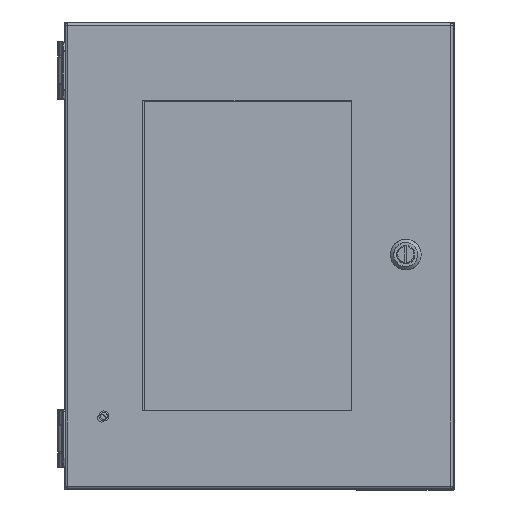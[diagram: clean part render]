
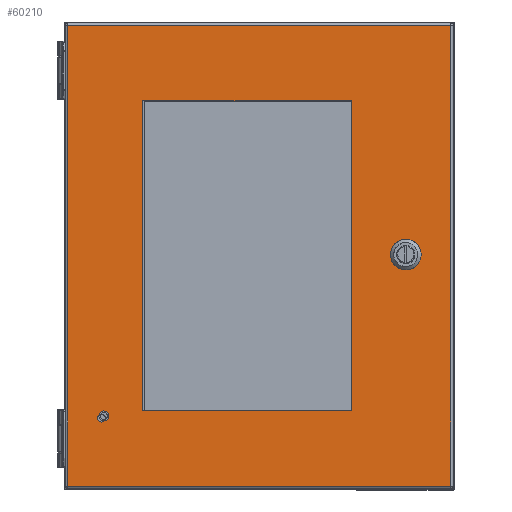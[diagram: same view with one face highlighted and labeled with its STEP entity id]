
A CAD part, top view. The second image highlights one B-rep face of the part: STEP entity #60210.
In plain terms, the highlighted planar face has unit normal (0, 0, 1).
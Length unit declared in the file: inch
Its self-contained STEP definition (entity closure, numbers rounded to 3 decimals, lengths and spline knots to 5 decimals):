
#86 = CARTESIAN_POINT ( 'NONE',  ( 2.57344, -1.63352, 6.18453 ) ) ;
#1334 = CARTESIAN_POINT ( 'NONE',  ( 2.34465, -0.05953, 6.18453 ) ) ;
#1646 = CARTESIAN_POINT ( 'NONE',  ( 2.34465, -4.03, 6.18453 ) ) ;
#2266 = LINE ( 'NONE', #53180, #17048 ) ;
#2293 = CARTESIAN_POINT ( 'NONE',  ( 2.34465, 3.97, 6.18453 ) ) ;
#2654 = EDGE_CURVE ( 'NONE', #44115, #5594, #33147, .T. ) ;
#2663 = VERTEX_POINT ( 'NONE', #25043 ) ;
#3798 = ORIENTED_EDGE ( 'NONE', *, *, #32865, .T. ) ;
#4029 = CIRCLE ( 'NONE', #51894, 0.32 ) ;
#4879 = DIRECTION ( 'NONE',  ( 0., 0., 1. ) ) ;
#5219 = DIRECTION ( 'NONE',  ( 1., 0., 0. ) ) ;
#5276 = ORIENTED_EDGE ( 'NONE', *, *, #53810, .T. ) ;
#5594 = VERTEX_POINT ( 'NONE', #34316 ) ;
#7271 = CARTESIAN_POINT ( 'NONE',  ( 0.99945, -4.03, 6.18453 ) ) ;
#7355 = PLANE ( 'NONE',  #27070 ) ;
#7435 = CARTESIAN_POINT ( 'NONE',  ( -4.97055, 5.91, 6.18453 ) ) ;
#7713 = ORIENTED_EDGE ( 'NONE', *, *, #53640, .F. ) ;
#7794 = DIRECTION ( 'NONE',  ( 0.707, -0.707, 0. ) ) ;
#8028 = VECTOR ( 'NONE', #21891, 39.37008 ) ;
#8848 = VERTEX_POINT ( 'NONE', #61932 ) ;
#9497 = ORIENTED_EDGE ( 'NONE', *, *, #30527, .F. ) ;
#10352 = CARTESIAN_POINT ( 'NONE',  ( -4.09555, -4.22, 6.18453 ) ) ;
#10890 = VERTEX_POINT ( 'NONE', #1646 ) ;
#11140 = ORIENTED_EDGE ( 'NONE', *, *, #65403, .T. ) ;
#11548 = VECTOR ( 'NONE', #13107, 39.37008 ) ;
#11825 = DIRECTION ( 'NONE',  ( -1., 0., 0. ) ) ;
#12019 = CARTESIAN_POINT ( 'NONE',  ( 0.99945, -0.05953, 6.18453 ) ) ;
#12281 = DIRECTION ( 'NONE',  ( 0.707, 0.707, 0. ) ) ;
#13107 = DIRECTION ( 'NONE',  ( -0.707, 0.707, 0. ) ) ;
#13300 = FACE_OUTER_BOUND ( 'NONE', #22722, .T. ) ;
#14002 = EDGE_CURVE ( 'NONE', #34817, #50319, #63973, .T. ) ;
#14150 = VERTEX_POINT ( 'NONE', #57264 ) ;
#15589 = EDGE_CURVE ( 'NONE', #44516, #29266, #33137, .T. ) ;
#16388 = ORIENTED_EDGE ( 'NONE', *, *, #43333, .T. ) ;
#17048 = VECTOR ( 'NONE', #12281, 39.37008 ) ;
#17290 = DIRECTION ( 'NONE',  ( 0., 0., 1. ) ) ;
#17650 = FACE_BOUND ( 'NONE', #44757, .T. ) ;
#18421 = LINE ( 'NONE', #33792, #11548 ) ;
#18798 = ORIENTED_EDGE ( 'NONE', *, *, #53516, .F. ) ;
#18894 = ORIENTED_EDGE ( 'NONE', *, *, #30286, .T. ) ;
#20402 = DIRECTION ( 'NONE',  ( -0.707, -0.707, 0. ) ) ;
#21107 = CIRCLE ( 'NONE', #58359, 0.32 ) ;
#21587 = CARTESIAN_POINT ( 'NONE',  ( -3.03055, -4.03, 6.18453 ) ) ;
#21891 = DIRECTION ( 'NONE',  ( 1., 0., 0. ) ) ;
#22530 = EDGE_CURVE ( 'NONE', #44115, #27570, #4029, .T. ) ;
#22722 = EDGE_LOOP ( 'NONE', ( #3798, #5276, #54737, #45908 ) ) ;
#22927 = DIRECTION ( 'NONE',  ( 0., 0., 1. ) ) ;
#23039 = VECTOR ( 'NONE', #51262, 39.37008 ) ;
#24011 = ORIENTED_EDGE ( 'NONE', *, *, #2654, .T. ) ;
#24044 = CARTESIAN_POINT ( 'NONE',  ( 2.57344, 1.51446, 6.18453 ) ) ;
#25043 = CARTESIAN_POINT ( 'NONE',  ( 3.8399, -0.36706, 6.18453 ) ) ;
#25548 = ORIENTED_EDGE ( 'NONE', *, *, #33971, .F. ) ;
#26637 = LINE ( 'NONE', #1334, #23039 ) ;
#26748 = DIRECTION ( 'NONE',  ( 1., 0., 0. ) ) ;
#27070 = AXIS2_PLACEMENT_3D ( 'NONE', #12019, #22927, #38002 ) ;
#27213 = VECTOR ( 'NONE', #54245, 39.37008 ) ;
#27289 = DIRECTION ( 'NONE',  ( 1., 0., 0. ) ) ;
#27486 = CARTESIAN_POINT ( 'NONE',  ( 4.90945, -5.97, 6.18453 ) ) ;
#27570 = VERTEX_POINT ( 'NONE', #51364 ) ;
#27638 = FACE_BOUND ( 'NONE', #36079, .T. ) ;
#28749 = CARTESIAN_POINT ( 'NONE',  ( 3.8399, 0.24801, 6.18453 ) ) ;
#29093 = AXIS2_PLACEMENT_3D ( 'NONE', #42903, #31985, #27289 ) ;
#29266 = VERTEX_POINT ( 'NONE', #60198 ) ;
#30286 = EDGE_CURVE ( 'NONE', #39677, #2663, #41376, .T. ) ;
#30527 = EDGE_CURVE ( 'NONE', #8848, #2663, #21107, .T. ) ;
#30645 = DIRECTION ( 'NONE',  ( 0., 0., 1. ) ) ;
#31985 = DIRECTION ( 'NONE',  ( 0., 0., 1. ) ) ;
#32106 = CARTESIAN_POINT ( 'NONE',  ( 4.90945, 5.91, 6.18453 ) ) ;
#32456 = CIRCLE ( 'NONE', #47293, 0.09805 ) ;
#32606 = DIRECTION ( 'NONE',  ( 0., 1., 0. ) ) ;
#32865 = EDGE_CURVE ( 'NONE', #41497, #50748, #32939, .T. ) ;
#32939 = LINE ( 'NONE', #63542, #46080 ) ;
#33137 = LINE ( 'NONE', #48109, #61086 ) ;
#33147 = LINE ( 'NONE', #24044, #64060 ) ;
#33295 = LINE ( 'NONE', #48908, #63158 ) ;
#33792 = CARTESIAN_POINT ( 'NONE',  ( 2.17746, 1.11848, 6.18453 ) ) ;
#33911 = VECTOR ( 'NONE', #20402, 39.37008 ) ;
#33971 = EDGE_CURVE ( 'NONE', #51380, #51380, #32456, .T. ) ;
#34316 = CARTESIAN_POINT ( 'NONE',  ( 4.05899, 0.02892, 6.18453 ) ) ;
#34817 = VERTEX_POINT ( 'NONE', #7435 ) ;
#34931 = LINE ( 'NONE', #56174, #48300 ) ;
#35029 = CARTESIAN_POINT ( 'NONE',  ( -4.97055, -5.97, 6.18453 ) ) ;
#36079 = EDGE_LOOP ( 'NONE', ( #65546, #43257, #7713, #39752 ) ) ;
#37208 = ORIENTED_EDGE ( 'NONE', *, *, #22530, .F. ) ;
#37682 = CIRCLE ( 'NONE', #29093, 0.32 ) ;
#37777 = DIRECTION ( 'NONE',  ( 0., 0., 1. ) ) ;
#38002 = DIRECTION ( 'NONE',  ( 1., 0., 0. ) ) ;
#38338 = CARTESIAN_POINT ( 'NONE',  ( -4.97055, -6.03, 6.18453 ) ) ;
#39677 = VERTEX_POINT ( 'NONE', #55687 ) ;
#39752 = ORIENTED_EDGE ( 'NONE', *, *, #15589, .F. ) ;
#40170 = CARTESIAN_POINT ( 'NONE',  ( 3.75145, -0.05953, 6.18453 ) ) ;
#41376 = LINE ( 'NONE', #86, #33911 ) ;
#41402 = CARTESIAN_POINT ( 'NONE',  ( -3.9975, -4.22, 6.18453 ) ) ;
#41497 = VERTEX_POINT ( 'NONE', #27486 ) ;
#41825 = CIRCLE ( 'NONE', #54596, 0.32 ) ;
#42626 = EDGE_CURVE ( 'NONE', #50319, #41497, #61015, .T. ) ;
#42903 = CARTESIAN_POINT ( 'NONE',  ( 3.75145, -0.05953, 6.18453 ) ) ;
#43028 = CARTESIAN_POINT ( 'NONE',  ( 3.75145, -0.05953, 6.18453 ) ) ;
#43257 = ORIENTED_EDGE ( 'NONE', *, *, #59679, .F. ) ;
#43333 = EDGE_CURVE ( 'NONE', #8848, #14150, #18421, .T. ) ;
#44115 = VERTEX_POINT ( 'NONE', #28749 ) ;
#44516 = VERTEX_POINT ( 'NONE', #2293 ) ;
#44757 = EDGE_LOOP ( 'NONE', ( #25548 ) ) ;
#45436 = ORIENTED_EDGE ( 'NONE', *, *, #48287, .F. ) ;
#45908 = ORIENTED_EDGE ( 'NONE', *, *, #42626, .T. ) ;
#45940 = DIRECTION ( 'NONE',  ( 1., 0., 0. ) ) ;
#46080 = VECTOR ( 'NONE', #32606, 39.37008 ) ;
#46686 = CARTESIAN_POINT ( 'NONE',  ( 4.96945, -5.97, 6.18453 ) ) ;
#47293 = AXIS2_PLACEMENT_3D ( 'NONE', #10352, #30645, #45940 ) ;
#48109 = CARTESIAN_POINT ( 'NONE',  ( 0.99945, 3.97, 6.18453 ) ) ;
#48287 = EDGE_CURVE ( 'NONE', #39677, #5594, #41825, .T. ) ;
#48300 = VECTOR ( 'NONE', #50196, 39.37008 ) ;
#48908 = CARTESIAN_POINT ( 'NONE',  ( -3.03055, -0.05953, 6.18453 ) ) ;
#49217 = DIRECTION ( 'NONE',  ( 0., -1., 0. ) ) ;
#50196 = DIRECTION ( 'NONE',  ( -1., 0., 0. ) ) ;
#50319 = VERTEX_POINT ( 'NONE', #35029 ) ;
#50748 = VERTEX_POINT ( 'NONE', #32106 ) ;
#50881 = CARTESIAN_POINT ( 'NONE',  ( 3.44392, 0.02892, 6.18453 ) ) ;
#51262 = DIRECTION ( 'NONE',  ( 0., 1., 0. ) ) ;
#51364 = CARTESIAN_POINT ( 'NONE',  ( 3.66301, 0.24801, 6.18453 ) ) ;
#51380 = VERTEX_POINT ( 'NONE', #41402 ) ;
#51606 = FACE_BOUND ( 'NONE', #62936, .T. ) ;
#51894 = AXIS2_PLACEMENT_3D ( 'NONE', #43028, #37777, #26748 ) ;
#53180 = CARTESIAN_POINT ( 'NONE',  ( 2.17746, -1.23754, 6.18453 ) ) ;
#53516 = EDGE_CURVE ( 'NONE', #55742, #14150, #37682, .T. ) ;
#53640 = EDGE_CURVE ( 'NONE', #29266, #56206, #33295, .T. ) ;
#53810 = EDGE_CURVE ( 'NONE', #50748, #34817, #34931, .T. ) ;
#54245 = DIRECTION ( 'NONE',  ( 0., -1., 0. ) ) ;
#54596 = AXIS2_PLACEMENT_3D ( 'NONE', #62906, #17290, #57272 ) ;
#54737 = ORIENTED_EDGE ( 'NONE', *, *, #14002, .T. ) ;
#55687 = CARTESIAN_POINT ( 'NONE',  ( 4.05899, -0.14797, 6.18453 ) ) ;
#55742 = VERTEX_POINT ( 'NONE', #50881 ) ;
#56012 = DIRECTION ( 'NONE',  ( 1., 0., 0. ) ) ;
#56174 = CARTESIAN_POINT ( 'NONE',  ( -5.03055, 5.91, 6.18453 ) ) ;
#56206 = VERTEX_POINT ( 'NONE', #21587 ) ;
#57264 = CARTESIAN_POINT ( 'NONE',  ( 3.44392, -0.14797, 6.18453 ) ) ;
#57272 = DIRECTION ( 'NONE',  ( 1., 0., 0. ) ) ;
#58192 = LINE ( 'NONE', #7271, #8028 ) ;
#58359 = AXIS2_PLACEMENT_3D ( 'NONE', #40170, #4879, #5219 ) ;
#59679 = EDGE_CURVE ( 'NONE', #56206, #10890, #58192, .T. ) ;
#60198 = CARTESIAN_POINT ( 'NONE',  ( -3.03055, 3.97, 6.18453 ) ) ;
#60210 = ADVANCED_FACE ( 'NONE', ( #27638, #51606, #17650, #13300 ), #7355, .T. ) ;
#61015 = LINE ( 'NONE', #46686, #61409 ) ;
#61086 = VECTOR ( 'NONE', #11825, 39.37008 ) ;
#61409 = VECTOR ( 'NONE', #56012, 39.37008 ) ;
#61809 = EDGE_CURVE ( 'NONE', #10890, #44516, #26637, .T. ) ;
#61932 = CARTESIAN_POINT ( 'NONE',  ( 3.66301, -0.36706, 6.18453 ) ) ;
#62906 = CARTESIAN_POINT ( 'NONE',  ( 3.75145, -0.05953, 6.18453 ) ) ;
#62936 = EDGE_LOOP ( 'NONE', ( #18798, #11140, #37208, #24011, #45436, #18894, #9497, #16388 ) ) ;
#63158 = VECTOR ( 'NONE', #49217, 39.37008 ) ;
#63542 = CARTESIAN_POINT ( 'NONE',  ( 4.90945, 5.97, 6.18453 ) ) ;
#63973 = LINE ( 'NONE', #38338, #27213 ) ;
#64060 = VECTOR ( 'NONE', #7794, 39.37008 ) ;
#65403 = EDGE_CURVE ( 'NONE', #55742, #27570, #2266, .T. ) ;
#65546 = ORIENTED_EDGE ( 'NONE', *, *, #61809, .F. ) ;
